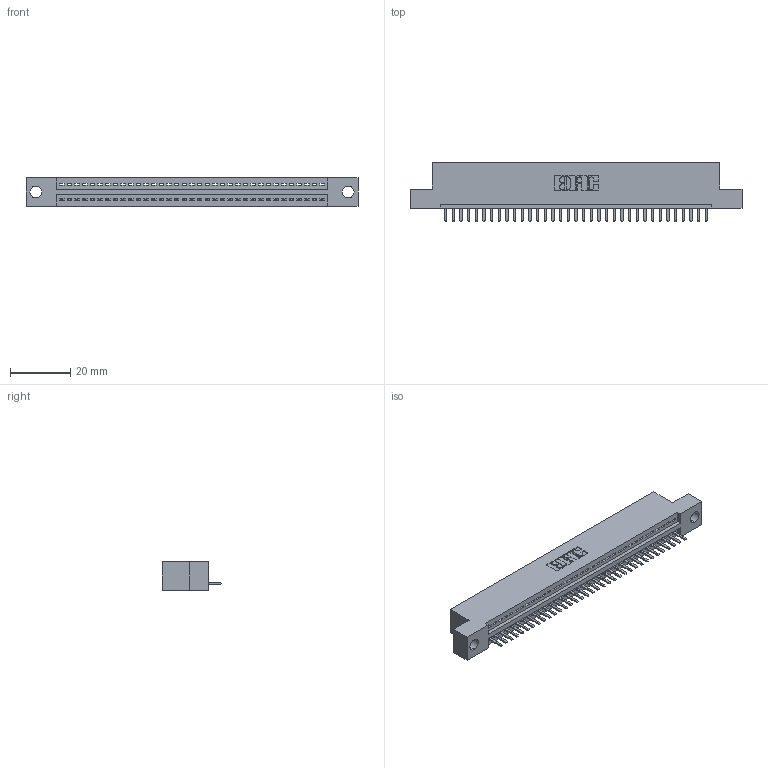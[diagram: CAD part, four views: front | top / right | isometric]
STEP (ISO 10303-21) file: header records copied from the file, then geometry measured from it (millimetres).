
FILE_DESCRIPTION (( 'STEP AP203' ), '1' );
FILE_NAME ('395-035-520-104.STEP', '2019-10-19T18:30:49', ( '' ), ( '' ), 'SwSTEP 2.0', 'SolidWorks 2016', '' );
FILE_SCHEMA (( 'CONFIG_CONTROL_DESIGN' ));
Length unit declared in the file: inch
Products named in the file (3): 345-292-001_345-293-120; 395-035-520-104; 345 Part_Flush Mounting Lugs - 0.156 Dia-TH
Assembly tree (36 placements, depth 2):
  395-035-520-104
    345 Part_Flush Mounting Lugs - 0.156 Dia-TH
    345-292-001_345-293-120  x35
Bounding box: 110.11 x 19.68 x 9.4 mm (x, y, z)
Volume: 10212.4 mm3; surface area: 12955.6 mm2
Topology: 36 solids, 36 shells, 2296 faces, 6781 edges, 4426 vertices
Faces by surface type: plane 1550, cylinder 746
Entity records: 27401 total; most frequent: CARTESIAN_POINT 4765, ORIENTED_EDGE 4722, DIRECTION 4159, EDGE_CURVE 2361, LINE 2085, VECTOR 2085, VERTEX_POINT 1570, AXIS2_PLACEMENT_3D 1037
